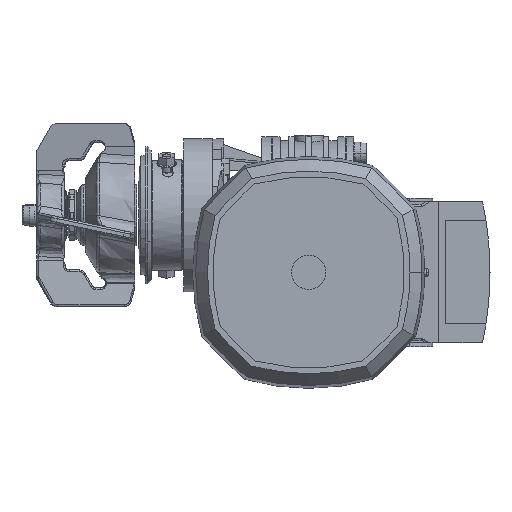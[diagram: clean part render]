
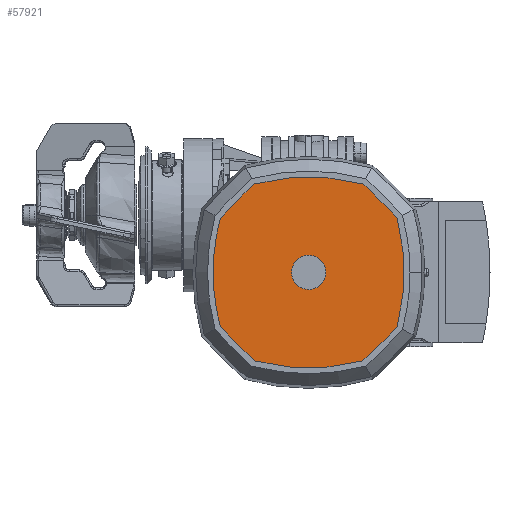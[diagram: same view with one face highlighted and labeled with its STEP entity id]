
A CAD part, left-side view. The second image highlights one B-rep face of the part: STEP entity #57921.
In plain terms, the highlighted planar face has unit normal (-1, 0, 0).
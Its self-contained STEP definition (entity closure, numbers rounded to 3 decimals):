
#21067 = CARTESIAN_POINT ( 'NONE',  ( -234., -73.6, -30. ) ) ;
#21114 = DIRECTION ( 'NONE',  ( 0., 1., 0. ) ) ;
#21115 = DIRECTION ( 'NONE',  ( -1., 0., 0. ) ) ;
#21116 = CARTESIAN_POINT ( 'NONE',  ( -234., -142.6, -30. ) ) ;
#21117 = AXIS2_PLACEMENT_3D ( 'NONE', #21116, #21115, #21114 ) ;
#21118 = CIRCLE ( 'NONE', #21117, 110.084 ) ;
#21310 = CARTESIAN_POINT ( 'NONE',  ( -234., -32.516, -30. ) ) ;
#21389 = CARTESIAN_POINT ( 'NONE',  ( -234., -36.22, -58.315 ) ) ;
#21401 = DIRECTION ( 'NONE',  ( 0., 1., 0. ) ) ;
#21402 = DIRECTION ( 'NONE',  ( 1., 0., 0. ) ) ;
#21403 = CARTESIAN_POINT ( 'NONE',  ( -234., -82.6, -30. ) ) ;
#21404 = AXIS2_PLACEMENT_3D ( 'NONE', #21403, #21402, #21401 ) ;
#21405 = CIRCLE ( 'NONE', #21404, 9. ) ;
#21441 = CARTESIAN_POINT ( 'NONE',  ( -234., -91.6, -30. ) ) ;
#21732 = CARTESIAN_POINT ( 'NONE',  ( -234., -214.777, -162.177 ) ) ;
#21752 = CARTESIAN_POINT ( 'NONE',  ( -234., -214.777, 102.177 ) ) ;
#21838 = DIRECTION ( 'NONE',  ( -1., 0., 0. ) ) ;
#21839 = AXIS2_PLACEMENT_3D ( 'NONE', #21752, #21838, #21868 ) ;
#21840 = CIRCLE ( 'NONE', #21839, 240.084 ) ;
#21867 = CARTESIAN_POINT ( 'NONE',  ( -234., -54.285, -76.38 ) ) ;
#21868 = DIRECTION ( 'NONE',  ( 0., 1., 0. ) ) ;
#21908 = DIRECTION ( 'NONE',  ( 0., 1., 0. ) ) ;
#21909 = DIRECTION ( 'NONE',  ( -1., 0., 0. ) ) ;
#21910 = CARTESIAN_POINT ( 'NONE',  ( -234., -142.6, -30. ) ) ;
#21911 = AXIS2_PLACEMENT_3D ( 'NONE', #21910, #21909, #21908 ) ;
#21912 = CIRCLE ( 'NONE', #21911, 110.084 ) ;
#21914 = CARTESIAN_POINT ( 'NONE',  ( -234., -36.22, -1.685 ) ) ;
#21915 = CARTESIAN_POINT ( 'NONE',  ( -234., -54.285, 16.38 ) ) ;
#21916 = DIRECTION ( 'NONE',  ( 0., 1., 0. ) ) ;
#21917 = DIRECTION ( 'NONE',  ( -1., 0., 0. ) ) ;
#21918 = AXIS2_PLACEMENT_3D ( 'NONE', #21732, #21917, #21916 ) ;
#21919 = CIRCLE ( 'NONE', #21918, 240.084 ) ;
#22041 = DIRECTION ( 'NONE',  ( 0., 1., 0. ) ) ;
#22042 = DIRECTION ( 'NONE',  ( 1., 0., 0. ) ) ;
#22043 = CARTESIAN_POINT ( 'NONE',  ( -234., -82.6, -30. ) ) ;
#22044 = AXIS2_PLACEMENT_3D ( 'NONE', #22043, #22042, #22041 ) ;
#22045 = CIRCLE ( 'NONE', #22044, 9. ) ;
#22153 = DIRECTION ( 'NONE',  ( 0., 1., 0. ) ) ;
#22154 = DIRECTION ( 'NONE',  ( -1., 0., 0. ) ) ;
#22155 = CARTESIAN_POINT ( 'NONE',  ( -234., -82.6, 30. ) ) ;
#22156 = AXIS2_PLACEMENT_3D ( 'NONE', #22155, #22154, #22153 ) ;
#22157 = CIRCLE ( 'NONE', #22156, 110.084 ) ;
#22173 = CARTESIAN_POINT ( 'NONE',  ( -234., -110.915, 16.38 ) ) ;
#22227 = CIRCLE ( 'NONE', #22302, 110.084 ) ;
#22237 = DIRECTION ( 'NONE',  ( 0., 1., 0. ) ) ;
#22238 = DIRECTION ( 'NONE',  ( -1., 0., 0. ) ) ;
#22239 = CARTESIAN_POINT ( 'NONE',  ( -234., 49.577, -162.177 ) ) ;
#22255 = AXIS2_PLACEMENT_3D ( 'NONE', #22239, #22238, #22237 ) ;
#22264 = CARTESIAN_POINT ( 'NONE',  ( -234., -128.98, -1.685 ) ) ;
#22265 = DIRECTION ( 'NONE',  ( 0., 1., 0. ) ) ;
#22266 = DIRECTION ( 'NONE',  ( -1., 0., 0. ) ) ;
#22267 = CARTESIAN_POINT ( 'NONE',  ( -234., -22.6, -30. ) ) ;
#22268 = AXIS2_PLACEMENT_3D ( 'NONE', #22267, #22266, #22265 ) ;
#22269 = CIRCLE ( 'NONE', #22268, 110.084 ) ;
#22280 = CIRCLE ( 'NONE', #22255, 240.084 ) ;
#22299 = DIRECTION ( 'NONE',  ( 0., 1., 0. ) ) ;
#22300 = DIRECTION ( 'NONE',  ( -1., 0., 0. ) ) ;
#22301 = CARTESIAN_POINT ( 'NONE',  ( -234., -82.6, -90. ) ) ;
#22302 = AXIS2_PLACEMENT_3D ( 'NONE', #22301, #22300, #22299 ) ;
#22362 = CARTESIAN_POINT ( 'NONE',  ( -234., -110.915, -76.38 ) ) ;
#22372 = FACE_OUTER_BOUND ( 'NONE', #57636, .T. ) ;
#22373 = CARTESIAN_POINT ( 'NONE',  ( -234., -128.98, -58.315 ) ) ;
#22374 = DIRECTION ( 'NONE',  ( 0., 1., 0. ) ) ;
#22375 = DIRECTION ( 'NONE',  ( -1., 0., 0. ) ) ;
#22376 = CARTESIAN_POINT ( 'NONE',  ( -234., 49.577, 102.177 ) ) ;
#22377 = AXIS2_PLACEMENT_3D ( 'NONE', #22376, #22375, #22374 ) ;
#22378 = CIRCLE ( 'NONE', #22377, 240.084 ) ;
#22413 = DIRECTION ( 'NONE',  ( 0., 1., 0. ) ) ;
#22414 = DIRECTION ( 'NONE',  ( -1., 0., 0. ) ) ;
#22415 = CARTESIAN_POINT ( 'NONE',  ( -234., -148.688, 66.088 ) ) ;
#22416 = AXIS2_PLACEMENT_3D ( 'NONE', #22415, #22414, #22413 ) ;
#22417 = PLANE ( 'NONE',  #22416 ) ;
#22418 = FACE_BOUND ( 'NONE', #57721, .T. ) ;
#57279 = VERTEX_POINT ( 'NONE', #21067 ) ;
#57296 = EDGE_CURVE ( 'NONE', #57327, #57319, #21118, .T. ) ;
#57319 = VERTEX_POINT ( 'NONE', #21389 ) ;
#57327 = VERTEX_POINT ( 'NONE', #21310 ) ;
#57346 = VERTEX_POINT ( 'NONE', #21441 ) ;
#57375 = EDGE_CURVE ( 'NONE', #57346, #57279, #21405, .T. ) ;
#57600 = EDGE_CURVE ( 'NONE', #57319, #57601, #21840, .T. ) ;
#57601 = VERTEX_POINT ( 'NONE', #21867 ) ;
#57636 = EDGE_LOOP ( 'NONE', ( #57637, #57641, #57643, #57887, #57888, #57918, #57866, #57809, #57818 ) ) ;
#57637 = ORIENTED_EDGE ( 'NONE', *, *, #57638, .T. ) ;
#57638 = EDGE_CURVE ( 'NONE', #57639, #57640, #21919, .T. ) ;
#57639 = VERTEX_POINT ( 'NONE', #21915 ) ;
#57640 = VERTEX_POINT ( 'NONE', #21914 ) ;
#57641 = ORIENTED_EDGE ( 'NONE', *, *, #57642, .T. ) ;
#57642 = EDGE_CURVE ( 'NONE', #57640, #57327, #21912, .T. ) ;
#57643 = ORIENTED_EDGE ( 'NONE', *, *, #57296, .T. ) ;
#57721 = EDGE_LOOP ( 'NONE', ( #57722, #57724 ) ) ;
#57722 = ORIENTED_EDGE ( 'NONE', *, *, #57723, .T. ) ;
#57723 = EDGE_CURVE ( 'NONE', #57279, #57346, #22045, .T. ) ;
#57724 = ORIENTED_EDGE ( 'NONE', *, *, #57375, .T. ) ;
#57809 = ORIENTED_EDGE ( 'NONE', *, *, #57810, .T. ) ;
#57810 = EDGE_CURVE ( 'NONE', #57868, #57883, #22280, .T. ) ;
#57818 = ORIENTED_EDGE ( 'NONE', *, *, #57819, .T. ) ;
#57819 = EDGE_CURVE ( 'NONE', #57883, #57639, #22227, .T. ) ;
#57866 = ORIENTED_EDGE ( 'NONE', *, *, #57867, .T. ) ;
#57867 = EDGE_CURVE ( 'NONE', #57920, #57868, #22269, .T. ) ;
#57868 = VERTEX_POINT ( 'NONE', #22264 ) ;
#57883 = VERTEX_POINT ( 'NONE', #22173 ) ;
#57887 = ORIENTED_EDGE ( 'NONE', *, *, #57600, .T. ) ;
#57888 = ORIENTED_EDGE ( 'NONE', *, *, #57889, .T. ) ;
#57889 = EDGE_CURVE ( 'NONE', #57601, #57917, #22157, .T. ) ;
#57917 = VERTEX_POINT ( 'NONE', #22362 ) ;
#57918 = ORIENTED_EDGE ( 'NONE', *, *, #57919, .T. ) ;
#57919 = EDGE_CURVE ( 'NONE', #57917, #57920, #22378, .T. ) ;
#57920 = VERTEX_POINT ( 'NONE', #22373 ) ;
#57921 = ADVANCED_FACE ( 'NONE', ( #22372, #22418 ), #22417, .T. ) ;
